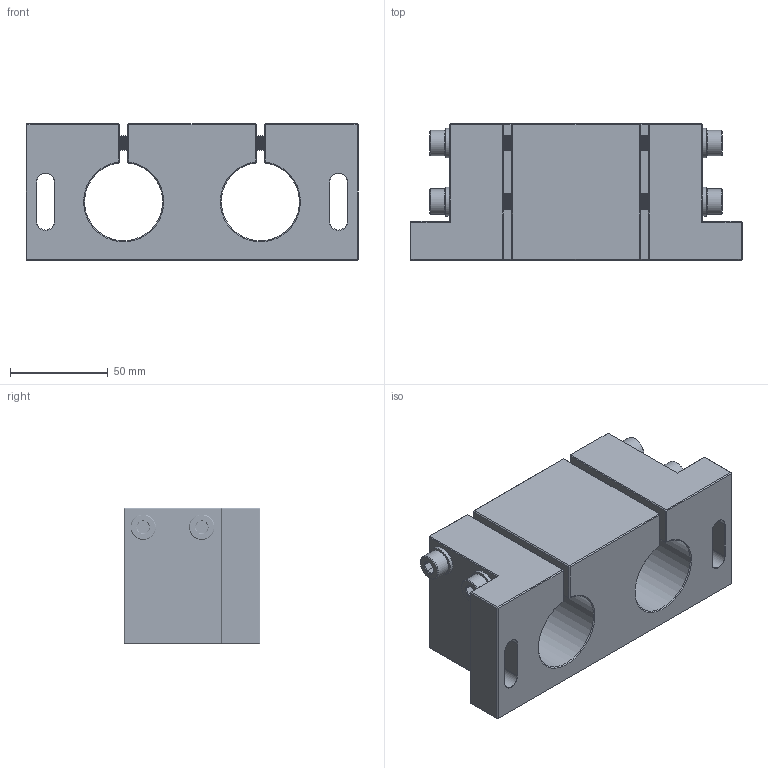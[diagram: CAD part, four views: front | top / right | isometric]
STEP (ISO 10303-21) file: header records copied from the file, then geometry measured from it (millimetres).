
FILE_DESCRIPTION(/* description */ (''),/* implementation_level */ '2;1');
FILE_NAME(/* name */ '905cd05b-2074-463c-95f4-dddd5fc9486e.stp',/* time_stamp */ '2020-10-26T19:32:34+00:00',/* author */ (''),/* organization */ (''),/* preprocessor_version */ 'ST-DEVELOPER v18.1',/* originating_system */ 'Autodesk Translation Framework v9.3.0.1241',/* authorisation */ '');
FILE_SCHEMA (('AUTOMOTIVE_DESIGN { 1 0 10303 214 3 1 1 }'));
Products named in the file (4): SD 01.001; SD 01.001_1; Washer_8; Socket_head_screw_M8
Assembly tree (9 placements, depth 2):
  SD 01.001
    Washer_8  x4
    SD 01.001_1
    Socket_head_screw_M8  x4
Bounding box: 170 x 70 x 70 mm (x, y, z)
Volume: 499682.2 mm3; surface area: 87676.1 mm2
Topology: 9 solids, 9 shells, 784 faces, 2114 edges, 1360 vertices
Faces by surface type: cylinder 558, plane 146, cone 56, bspline 24
Full cylindrical faces by diameter (mm): 6.701 x108, 6.779 x76, 8 x112, 8.17 x40, 8.4 x4, 13 x4, 15 x4
Entity records: 40574 total; most frequent: CARTESIAN_POINT 28696, ORIENTED_EDGE 2866, DIRECTION 1789, EDGE_CURVE 1433, VERTEX_POINT 919, B_SPLINE_CURVE_WITH_KNOTS 775, AXIS2_PLACEMENT_3D 616, LINE 557
